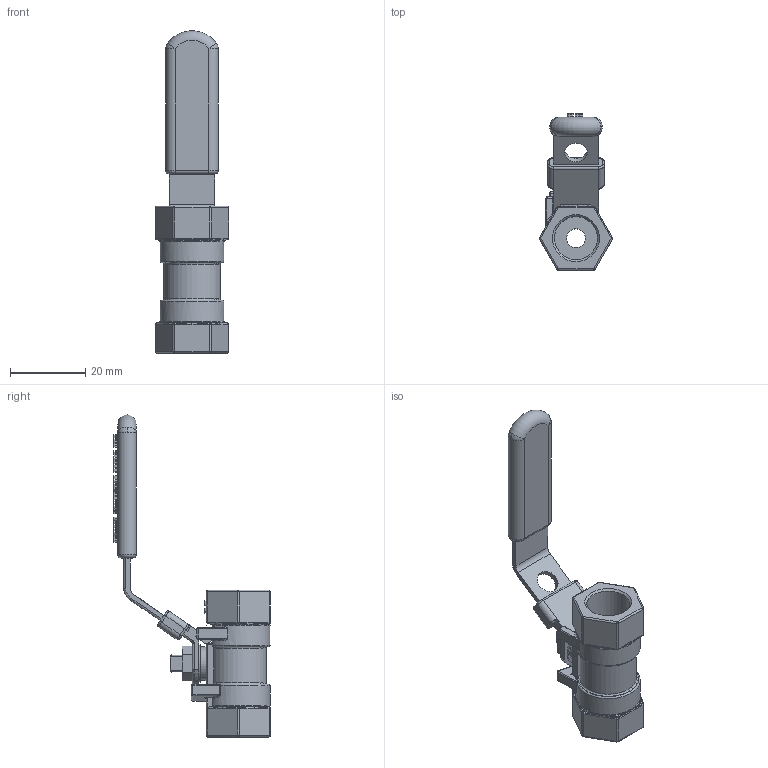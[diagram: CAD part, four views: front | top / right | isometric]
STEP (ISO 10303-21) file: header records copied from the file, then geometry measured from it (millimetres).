
FILE_DESCRIPTION(/* description */ ('708002'),/* implementation_level */ '2;1');
FILE_NAME(/* name */ '708002.stp',/* time_stamp */ '2016-09-06T15:23:19+02:00',/* author */ ('jmorand'),/* organization */ ('Sferaco'),/* preprocessor_version */ 'ST-DEVELOPER v16.5',/* originating_system */ 'Autodesk Inventor 2017',/* authorisation */ '');
FILE_SCHEMA (('AUTOMOTIVE_DESIGN { 1 0 10303 214 3 1 1 }'));
Products named in the file (1): 708002_bd
Bounding box: 19.48 x 41.5 x 85.47 mm (x, y, z)
Volume: 10274.1 mm3; surface area: 7382.4 mm2
Topology: 2 solids, 2 shells, 1149 faces, 3043 edges, 1953 vertices
Faces by surface type: bspline 515, plane 470, cylinder 120, torus 32, cone 6, sphere 6
Full cylindrical faces by diameter (mm): 5 x2, 6 x1, 9 x1, 10 x1, 11.445 x2
Entity records: 46601 total; most frequent: CARTESIAN_POINT 20139, ORIENTED_EDGE 6038, DIRECTION 3753, EDGE_CURVE 3019, VERTEX_POINT 1950, LINE 1637, VECTOR 1637, EDGE_LOOP 1251
